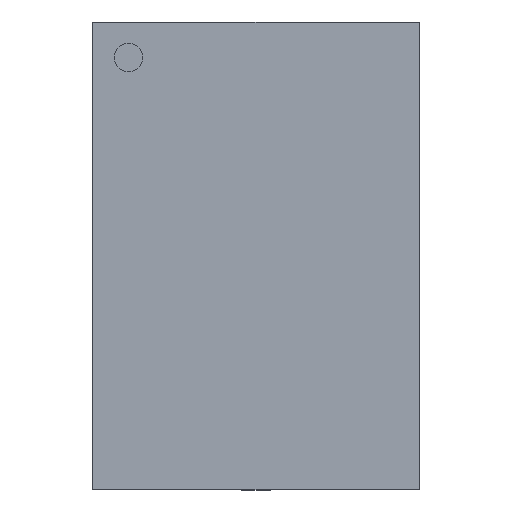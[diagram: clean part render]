
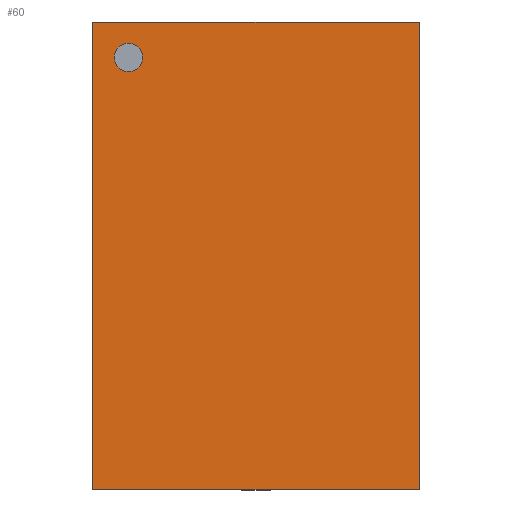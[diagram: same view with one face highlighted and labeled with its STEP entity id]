
A CAD part, top view. The second image highlights one B-rep face of the part: STEP entity #60.
In plain terms, the highlighted planar face has unit normal (0, 0, 1).
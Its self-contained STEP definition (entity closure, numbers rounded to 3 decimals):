
#23 = ORIENTED_EDGE ( 'NONE', *, *, #1722, .F. ) ;
#37 = VECTOR ( 'NONE', #247, 1000. ) ;
#49 = CARTESIAN_POINT ( 'NONE',  ( -0.8, 1.4, 1. ) ) ;
#53 = DIRECTION ( 'NONE',  ( 1., 0., 0. ) ) ;
#60 = ADVANCED_FACE ( 'NONE', ( #2042, #1970 ), #2408, .T. ) ;
#91 = ORIENTED_EDGE ( 'NONE', *, *, #1490, .F. ) ;
#109 = EDGE_LOOP ( 'NONE', ( #2100, #2310 ) ) ;
#203 = VERTEX_POINT ( 'NONE', #1248 ) ;
#208 = CARTESIAN_POINT ( 'NONE',  ( 1.15, 1.65, 1. ) ) ;
#238 = CARTESIAN_POINT ( 'NONE',  ( -1.15, -1.65, 1. ) ) ;
#247 = DIRECTION ( 'NONE',  ( -1., 0., 0. ) ) ;
#339 = CARTESIAN_POINT ( 'NONE',  ( -0.9, 1.4, 1. ) ) ;
#340 = CARTESIAN_POINT ( 'NONE',  ( 1.15, -1.65, 1. ) ) ;
#372 = VERTEX_POINT ( 'NONE', #2121 ) ;
#396 = VERTEX_POINT ( 'NONE', #1933 ) ;
#409 = ORIENTED_EDGE ( 'NONE', *, *, #542, .F. ) ;
#451 = CARTESIAN_POINT ( 'NONE',  ( -1.15, 1.65, 1. ) ) ;
#497 = DIRECTION ( 'NONE',  ( 0., 0., -1. ) ) ;
#515 = LINE ( 'NONE', #1315, #1091 ) ;
#542 = EDGE_CURVE ( 'NONE', #396, #1913, #515, .T. ) ;
#594 = VECTOR ( 'NONE', #53, 1000. ) ;
#655 = LINE ( 'NONE', #451, #2336 ) ;
#670 = VERTEX_POINT ( 'NONE', #1022 ) ;
#702 = DIRECTION ( 'NONE',  ( 1., 0., 0. ) ) ;
#727 = LINE ( 'NONE', #208, #594 ) ;
#833 = CARTESIAN_POINT ( 'NONE',  ( -0.9, 1.4, 1. ) ) ;
#855 = CIRCLE ( 'NONE', #938, 0.1 ) ;
#925 = DIRECTION ( 'NONE',  ( 0., 0., 1. ) ) ;
#938 = AXIS2_PLACEMENT_3D ( 'NONE', #339, #497, #702 ) ;
#1022 = CARTESIAN_POINT ( 'NONE',  ( -1.15, -1.65, 1. ) ) ;
#1056 = DIRECTION ( 'NONE',  ( 0., 0., -1. ) ) ;
#1058 = ORIENTED_EDGE ( 'NONE', *, *, #1810, .F. ) ;
#1091 = VECTOR ( 'NONE', #1682, 1000. ) ;
#1111 = CARTESIAN_POINT ( 'NONE',  ( 0., 0., 1. ) ) ;
#1222 = DIRECTION ( 'NONE',  ( 1., 0., 0. ) ) ;
#1248 = CARTESIAN_POINT ( 'NONE',  ( -1.15, 1.65, 1. ) ) ;
#1249 = EDGE_CURVE ( 'NONE', #2284, #372, #2271, .T. ) ;
#1315 = CARTESIAN_POINT ( 'NONE',  ( 1.15, -1.65, 1. ) ) ;
#1336 = EDGE_CURVE ( 'NONE', #372, #2284, #855, .T. ) ;
#1383 = AXIS2_PLACEMENT_3D ( 'NONE', #1111, #925, #2021 ) ;
#1466 = EDGE_LOOP ( 'NONE', ( #1058, #23, #409, #91 ) ) ;
#1490 = EDGE_CURVE ( 'NONE', #203, #396, #727, .T. ) ;
#1631 = LINE ( 'NONE', #238, #37 ) ;
#1682 = DIRECTION ( 'NONE',  ( 0., -1., 0. ) ) ;
#1722 = EDGE_CURVE ( 'NONE', #1913, #670, #1631, .T. ) ;
#1810 = EDGE_CURVE ( 'NONE', #670, #203, #655, .T. ) ;
#1883 = DIRECTION ( 'NONE',  ( 0., 1., 0. ) ) ;
#1913 = VERTEX_POINT ( 'NONE', #340 ) ;
#1933 = CARTESIAN_POINT ( 'NONE',  ( 1.15, 1.65, 1. ) ) ;
#1970 = FACE_OUTER_BOUND ( 'NONE', #1466, .T. ) ;
#2021 = DIRECTION ( 'NONE',  ( 1., 0., 0. ) ) ;
#2042 = FACE_BOUND ( 'NONE', #109, .T. ) ;
#2100 = ORIENTED_EDGE ( 'NONE', *, *, #1249, .T. ) ;
#2113 = AXIS2_PLACEMENT_3D ( 'NONE', #833, #1056, #1222 ) ;
#2121 = CARTESIAN_POINT ( 'NONE',  ( -1., 1.4, 1. ) ) ;
#2271 = CIRCLE ( 'NONE', #2113, 0.1 ) ;
#2284 = VERTEX_POINT ( 'NONE', #49 ) ;
#2310 = ORIENTED_EDGE ( 'NONE', *, *, #1336, .T. ) ;
#2336 = VECTOR ( 'NONE', #1883, 1000. ) ;
#2408 = PLANE ( 'NONE',  #1383 ) ;
